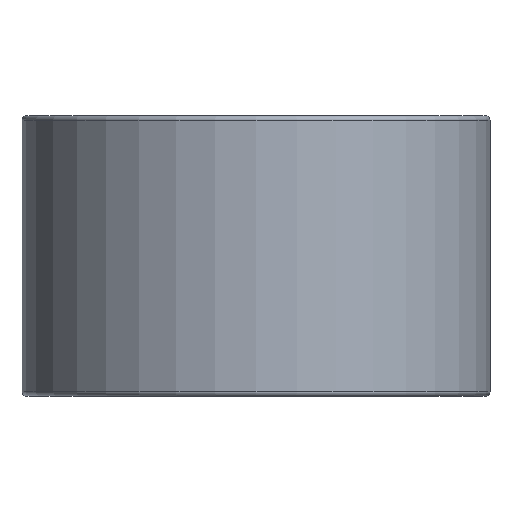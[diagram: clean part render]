
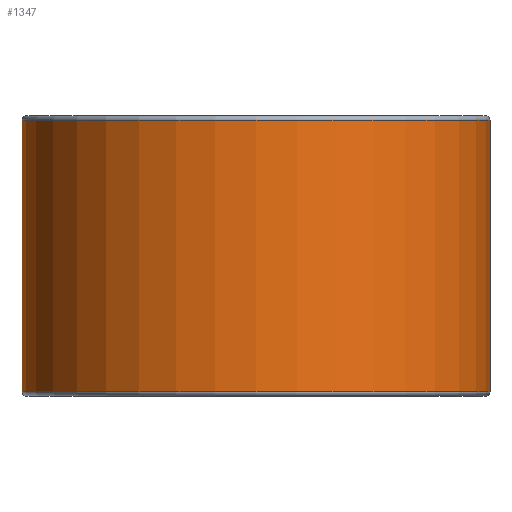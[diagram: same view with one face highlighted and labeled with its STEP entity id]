
A CAD part, front view. The second image highlights one B-rep face of the part: STEP entity #1347.
In plain terms, the highlighted cylindrical face has radius 10 mm (diameter 20 mm), a full revolution.
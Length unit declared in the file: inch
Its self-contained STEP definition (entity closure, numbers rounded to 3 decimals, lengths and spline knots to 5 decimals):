
#188=LINE('',#2302,#241);
#241=VECTOR('',#1788,0.3937);
#294=CYLINDRICAL_SURFACE('',#1529,0.3937);
#349=FACE_OUTER_BOUND('',#472,.T.);
#472=EDGE_LOOP('',(#1033,#1034,#1035,#1036,#1037));
#628=CIRCLE('',#1512,0.3937);
#629=CIRCLE('',#1513,0.3937);
#632=CIRCLE('',#1517,0.3937);
#739=VERTEX_POINT('',#2270);
#740=VERTEX_POINT('',#2271);
#742=VERTEX_POINT('',#2278);
#848=EDGE_CURVE('',#739,#740,#628,.T.);
#849=EDGE_CURVE('',#740,#739,#629,.T.);
#852=EDGE_CURVE('',#742,#742,#632,.T.);
#864=EDGE_CURVE('',#739,#742,#188,.T.);
#1033=ORIENTED_EDGE('',*,*,#848,.T.);
#1034=ORIENTED_EDGE('',*,*,#849,.T.);
#1035=ORIENTED_EDGE('',*,*,#864,.T.);
#1036=ORIENTED_EDGE('',*,*,#852,.T.);
#1037=ORIENTED_EDGE('',*,*,#864,.F.);
#1347=ADVANCED_FACE('',(#349),#294,.T.);
#1512=AXIS2_PLACEMENT_3D('',#2272,#1749,#1750);
#1513=AXIS2_PLACEMENT_3D('',#2273,#1751,#1752);
#1517=AXIS2_PLACEMENT_3D('',#2279,#1759,#1760);
#1529=AXIS2_PLACEMENT_3D('',#2301,#1786,#1787);
#1749=DIRECTION('center_axis',(0.,0.,-1.));
#1750=DIRECTION('ref_axis',(0.,1.,0.));
#1751=DIRECTION('center_axis',(0.,0.,-1.));
#1752=DIRECTION('ref_axis',(0.,1.,0.));
#1759=DIRECTION('center_axis',(0.,0.,1.));
#1760=DIRECTION('ref_axis',(0.,-1.,0.));
#1786=DIRECTION('center_axis',(0.,0.,1.));
#1787=DIRECTION('ref_axis',(0.,-1.,0.));
#1788=DIRECTION('',(0.,0.,-1.));
#2270=CARTESIAN_POINT('',(0.,0.3937,0.22835));
#2271=CARTESIAN_POINT('',(0.,-0.3937,0.22835));
#2272=CARTESIAN_POINT('Origin',(0.,0.,0.22835));
#2273=CARTESIAN_POINT('Origin',(0.,0.,0.22835));
#2278=CARTESIAN_POINT('',(0.,0.3937,-0.22835));
#2279=CARTESIAN_POINT('Origin',(0.,0.,-0.22835));
#2301=CARTESIAN_POINT('Origin',(0.,0.,0.23622));
#2302=CARTESIAN_POINT('',(0.,0.3937,0.23622));
